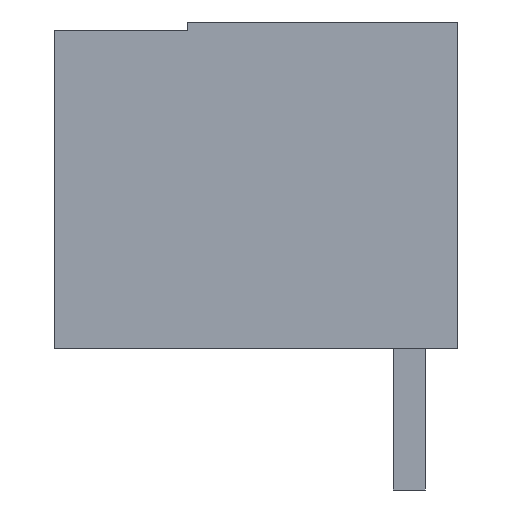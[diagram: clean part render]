
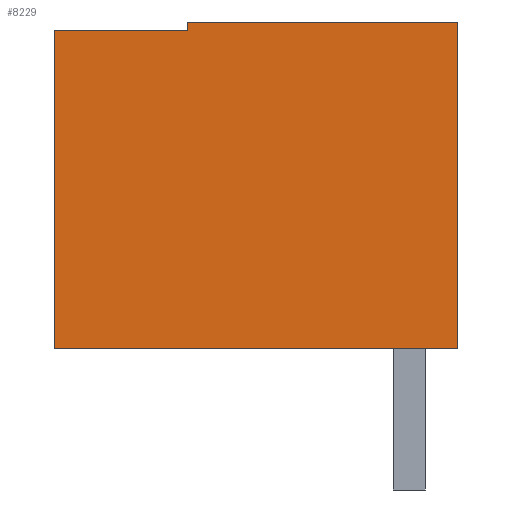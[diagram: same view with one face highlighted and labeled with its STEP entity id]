
A CAD part, left-side view. The second image highlights one B-rep face of the part: STEP entity #8229.
In plain terms, the highlighted planar face has unit normal (-1, 0, 0).
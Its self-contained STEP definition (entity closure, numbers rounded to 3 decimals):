
#47 = CARTESIAN_POINT ( 'NONE',  ( -13.6, -1.2, 0. ) ) ;
#294 = ORIENTED_EDGE ( 'NONE', *, *, #446, .F. ) ;
#446 = EDGE_CURVE ( 'NONE', #6316, #6726, #1831, .T. ) ;
#709 = CARTESIAN_POINT ( 'NONE',  ( -13.6, -1.2, 8.1 ) ) ;
#735 = VECTOR ( 'NONE', #2528, 1000. ) ;
#842 = ORIENTED_EDGE ( 'NONE', *, *, #5304, .F. ) ;
#876 = CARTESIAN_POINT ( 'NONE',  ( -13.6, 5.5, 8.1 ) ) ;
#973 = DIRECTION ( 'NONE',  ( 0., 0., 1. ) ) ;
#1046 = CARTESIAN_POINT ( 'NONE',  ( -13.6, -1.2, 0. ) ) ;
#1136 = VECTOR ( 'NONE', #973, 1000. ) ;
#1639 = VERTEX_POINT ( 'NONE', #47 ) ;
#1749 = ORIENTED_EDGE ( 'NONE', *, *, #4695, .F. ) ;
#1791 = VERTEX_POINT ( 'NONE', #4328 ) ;
#1794 = LINE ( 'NONE', #5374, #2771 ) ;
#1831 = LINE ( 'NONE', #4759, #2350 ) ;
#1911 = CARTESIAN_POINT ( 'NONE',  ( -13.6, 8.8, 0. ) ) ;
#1955 = CARTESIAN_POINT ( 'NONE',  ( -13.6, 8.8, 7.9 ) ) ;
#2276 = CARTESIAN_POINT ( 'NONE',  ( -13.6, 5.5, 8.1 ) ) ;
#2334 = LINE ( 'NONE', #1046, #4652 ) ;
#2350 = VECTOR ( 'NONE', #4169, 1000. ) ;
#2369 = EDGE_LOOP ( 'NONE', ( #294, #5441, #2756, #6282, #1749, #842 ) ) ;
#2528 = DIRECTION ( 'NONE',  ( 0., 0., -1. ) ) ;
#2756 = ORIENTED_EDGE ( 'NONE', *, *, #6059, .F. ) ;
#2771 = VECTOR ( 'NONE', #4131, 1000. ) ;
#2790 = PLANE ( 'NONE',  #7728 ) ;
#3172 = FACE_OUTER_BOUND ( 'NONE', #2369, .T. ) ;
#3289 = LINE ( 'NONE', #7183, #735 ) ;
#3917 = VERTEX_POINT ( 'NONE', #1955 ) ;
#4131 = DIRECTION ( 'NONE',  ( 0., 0., 1. ) ) ;
#4169 = DIRECTION ( 'NONE',  ( 0., -1., 0. ) ) ;
#4328 = CARTESIAN_POINT ( 'NONE',  ( -13.6, 5.5, 7.9 ) ) ;
#4652 = VECTOR ( 'NONE', #5788, 1000. ) ;
#4695 = EDGE_CURVE ( 'NONE', #1639, #7015, #2334, .T. ) ;
#4759 = CARTESIAN_POINT ( 'NONE',  ( -13.6, -1.2, 8.1 ) ) ;
#5089 = EDGE_CURVE ( 'NONE', #1791, #6316, #8044, .T. ) ;
#5116 = LINE ( 'NONE', #5924, #7599 ) ;
#5304 = EDGE_CURVE ( 'NONE', #6726, #1639, #3289, .T. ) ;
#5374 = CARTESIAN_POINT ( 'NONE',  ( -13.6, 8.8, 7.9 ) ) ;
#5441 = ORIENTED_EDGE ( 'NONE', *, *, #5089, .F. ) ;
#5788 = DIRECTION ( 'NONE',  ( 0., 1., 0. ) ) ;
#5924 = CARTESIAN_POINT ( 'NONE',  ( -13.6, 8.8, 7.9 ) ) ;
#6056 = DIRECTION ( 'NONE',  ( 0., -1., 0. ) ) ;
#6059 = EDGE_CURVE ( 'NONE', #3917, #1791, #5116, .T. ) ;
#6282 = ORIENTED_EDGE ( 'NONE', *, *, #7730, .F. ) ;
#6316 = VERTEX_POINT ( 'NONE', #876 ) ;
#6679 = DIRECTION ( 'NONE',  ( 0., -1., 0. ) ) ;
#6726 = VERTEX_POINT ( 'NONE', #709 ) ;
#7015 = VERTEX_POINT ( 'NONE', #1911 ) ;
#7183 = CARTESIAN_POINT ( 'NONE',  ( -13.6, -1.2, 8.1 ) ) ;
#7586 = CARTESIAN_POINT ( 'NONE',  ( -13.6, 0., 0. ) ) ;
#7599 = VECTOR ( 'NONE', #6679, 1000. ) ;
#7728 = AXIS2_PLACEMENT_3D ( 'NONE', #7586, #8782, #6056 ) ;
#7730 = EDGE_CURVE ( 'NONE', #7015, #3917, #1794, .T. ) ;
#8044 = LINE ( 'NONE', #2276, #1136 ) ;
#8229 = ADVANCED_FACE ( 'NONE', ( #3172 ), #2790, .T. ) ;
#8782 = DIRECTION ( 'NONE',  ( -1., 0., 0. ) ) ;
